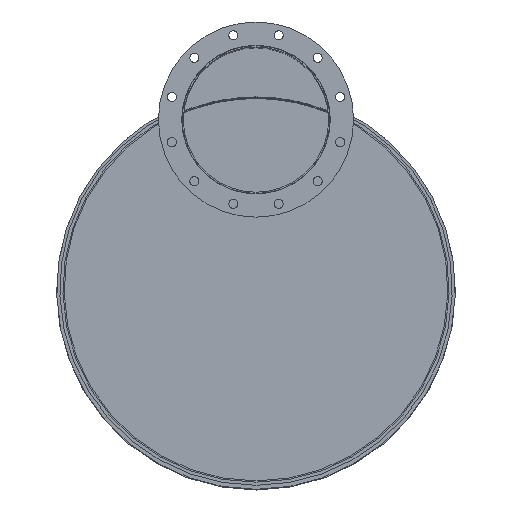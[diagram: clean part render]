
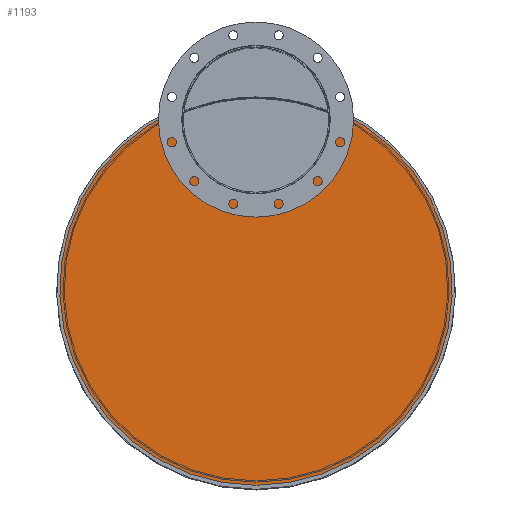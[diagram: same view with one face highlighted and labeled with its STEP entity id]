
A CAD part, top view. The second image highlights one B-rep face of the part: STEP entity #1193.
In plain terms, the highlighted planar face has unit normal (0, 0, 1).
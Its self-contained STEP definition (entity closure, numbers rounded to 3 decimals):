
#81=PLANE('',#1374);
#195=FACE_BOUND('',#453,.T.);
#267=FACE_OUTER_BOUND('',#452,.T.);
#452=EDGE_LOOP('',(#1011,#1012));
#453=EDGE_LOOP('',(#1013));
#564=CIRCLE('',#1365,179.);
#567=CIRCLE('',#1369,472.5);
#568=CIRCLE('',#1371,193.);
#676=VERTEX_POINT('',#2040);
#678=VERTEX_POINT('',#2045);
#681=VERTEX_POINT('',#2050);
#790=EDGE_CURVE('',#676,#676,#564,.T.);
#795=EDGE_CURVE('',#681,#678,#567,.T.);
#796=EDGE_CURVE('',#678,#681,#568,.T.);
#1011=ORIENTED_EDGE('',*,*,#795,.F.);
#1012=ORIENTED_EDGE('',*,*,#796,.F.);
#1013=ORIENTED_EDGE('',*,*,#790,.T.);
#1193=ADVANCED_FACE('',(#267,#195),#81,.F.);
#1365=AXIS2_PLACEMENT_3D('',#2041,#1701,#1702);
#1369=AXIS2_PLACEMENT_3D('',#2052,#1711,#1712);
#1371=AXIS2_PLACEMENT_3D('',#2054,#1715,#1716);
#1374=AXIS2_PLACEMENT_3D('',#2057,#1721,#1722);
#1701=DIRECTION('center_axis',(0.,0.,-1.));
#1702=DIRECTION('ref_axis',(-1.,0.,0.));
#1711=DIRECTION('center_axis',(0.,0.,-1.));
#1712=DIRECTION('ref_axis',(-1.,0.,0.));
#1715=DIRECTION('center_axis',(0.,0.,-1.));
#1716=DIRECTION('ref_axis',(-1.,0.,0.));
#1721=DIRECTION('center_axis',(0.,0.,-1.));
#1722=DIRECTION('ref_axis',(0.,-1.,0.));
#2040=CARTESIAN_POINT('',(179.,408.,2208.));
#2041=CARTESIAN_POINT('Origin',(0.,408.,2208.));
#2045=CARTESIAN_POINT('',(-191.508,431.95,2208.));
#2050=CARTESIAN_POINT('',(191.508,431.95,2208.));
#2052=CARTESIAN_POINT('Origin',(0.,0.,2208.));
#2054=CARTESIAN_POINT('Origin',(0.,408.,2208.));
#2057=CARTESIAN_POINT('Origin',(0.,0.,2208.));
